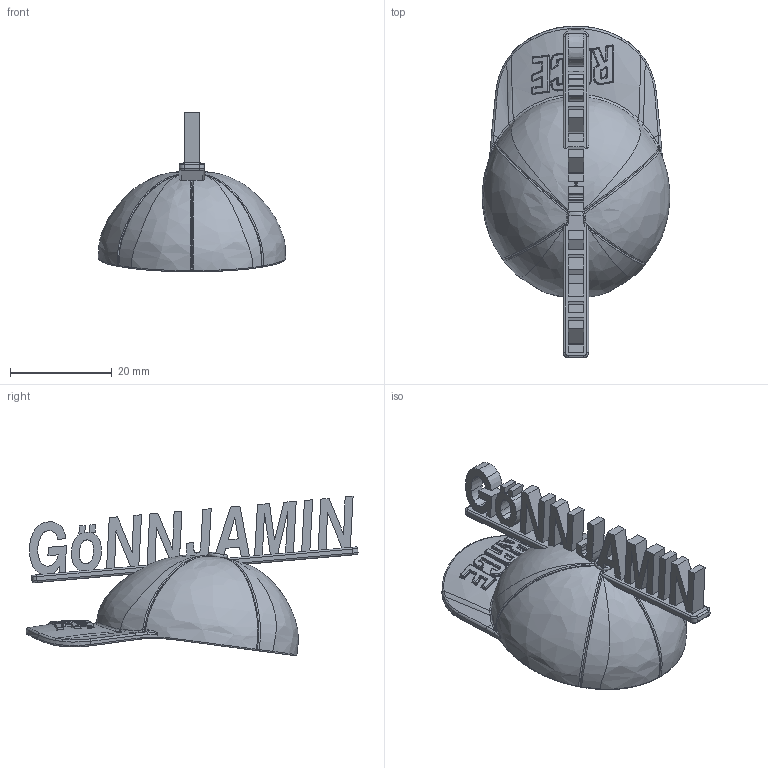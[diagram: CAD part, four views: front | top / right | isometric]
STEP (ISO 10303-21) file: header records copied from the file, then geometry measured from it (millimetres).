
FILE_DESCRIPTION((''),'2;1');
FILE_NAME('KAPPE_9A','2019-12-09T',('gjordan'),(''),'PRO/ENGINEER BY PARAMETRIC TECHNOLOGY CORPORATION, 2016240','PRO/ENGINEER BY PARAMETRIC TECHNOLOGY CORPORATION, 2016240','');
FILE_SCHEMA(('AUTOMOTIVE_DESIGN { 1 0 10303 214 1 1 1 1 }'));
Products named in the file (1): KAPPE_9A
Bounding box: 36.94 x 65.42 x 31.42 mm (x, y, z)
Volume: 7251.3 mm3; surface area: 9428.3 mm2
Topology: 1 solids, 2 shells, 732 faces, 1818 edges, 1090 vertices
Faces by surface type: bspline 399, plane 158, cylinder 85, extrusion 44, sphere 27, torus 17, cone 2
Entity records: 52840 total; most frequent: CARTESIAN_POINT 33320, ORIENTED_EDGE 3628, PRESENTATION_STYLE_ASSIGNMENT 1815, STYLED_ITEM 1815, CURVE_STYLE 1814, EDGE_CURVE 1814, DIRECTION 1739, VERTEX_POINT 1090
